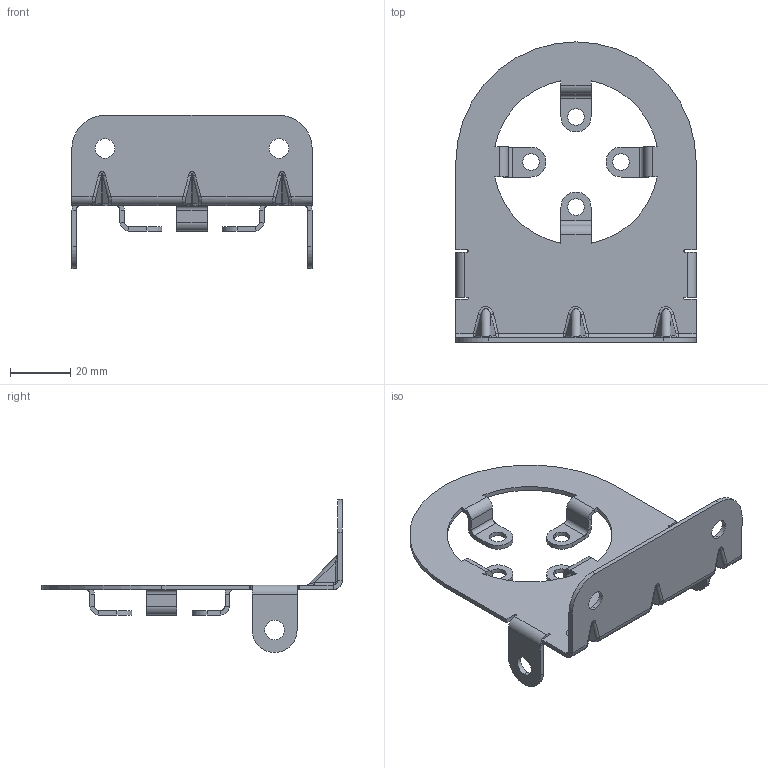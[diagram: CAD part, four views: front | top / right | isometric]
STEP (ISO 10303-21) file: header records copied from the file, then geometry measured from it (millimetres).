
FILE_DESCRIPTION (( 'STEP AP214' ), '1' );
FILE_NAME ('Part2.STEP', '2025-03-03T12:45:47', ( '' ), ( '' ), 'SwSTEP 2.0', 'SolidWorks 2024', '' );
FILE_SCHEMA (( 'AUTOMOTIVE_DESIGN' ));
Length unit declared in the file: millimetre
Products named in the file (1): Part2
Bounding box: 80 x 100 x 51 mm (x, y, z)
Volume: 12704.3 mm3; surface area: 18335.2 mm2
Topology: 1 solids, 1 shells, 233 faces, 553 edges, 322 vertices
Faces by surface type: plane 101, cylinder 95, bspline 33, cone 4
Entity records: 7486 total; most frequent: CARTESIAN_POINT 2300, ORIENTED_EDGE 1106, DIRECTION 1068, EDGE_CURVE 553, AXIS2_PLACEMENT_3D 380, VERTEX_POINT 322, LINE 308, VECTOR 308
